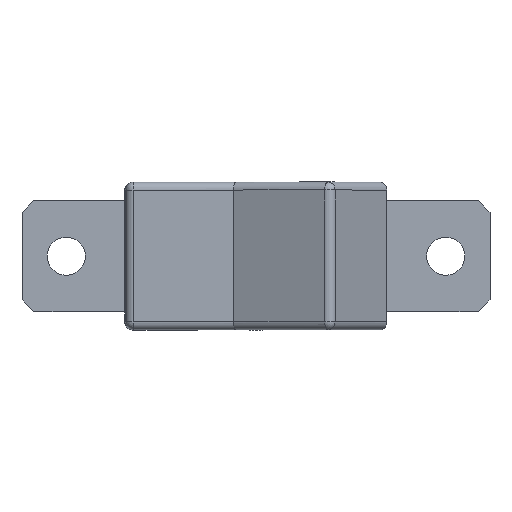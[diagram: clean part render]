
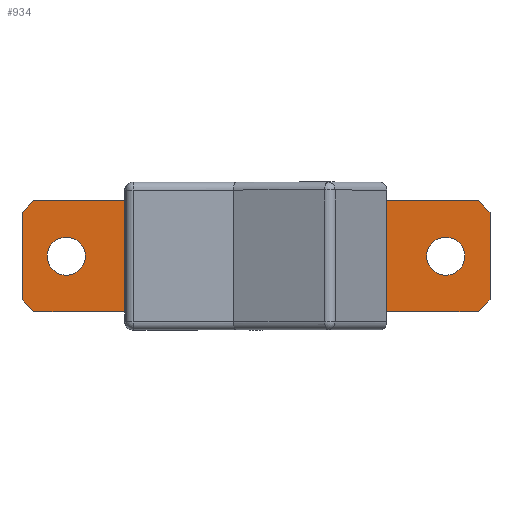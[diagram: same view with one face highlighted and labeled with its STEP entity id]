
A CAD part, top view. The second image highlights one B-rep face of the part: STEP entity #934.
In plain terms, the highlighted planar face has unit normal (0, 0, 1).
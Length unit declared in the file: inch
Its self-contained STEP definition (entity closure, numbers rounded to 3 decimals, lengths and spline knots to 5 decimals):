
#434=CARTESIAN_POINT('',(-0.11372,0.12795,0.36969));
#435=VERTEX_POINT('',#434);
#442=CARTESIAN_POINT('',(-0.11372,-0.12795,0.36969));
#443=VERTEX_POINT('',#442);
#444=CARTESIAN_POINT('',(0.02259,0.0,0.36969));
#445=DIRECTION('',(0.0,0.0,-1.0));
#446=DIRECTION('',(0.729,-0.684,0.0));
#447=AXIS2_PLACEMENT_3D('',#444,#445,#446);
#448=CIRCLE('',#447,0.18695);
#449=EDGE_CURVE('',#443,#435,#448,.T.);
#466=CARTESIAN_POINT('',(0.11372,0.12795,0.36969));
#467=VERTEX_POINT('',#466);
#474=CARTESIAN_POINT('',(-0.11372,0.12795,0.36969));
#475=DIRECTION('',(1.0,0.0,0.0));
#476=VECTOR('',#475,0.22743);
#477=LINE('',#474,#476);
#478=EDGE_CURVE('',#435,#467,#477,.T.);
#490=CARTESIAN_POINT('',(0.11372,-0.12795,0.36969));
#491=VERTEX_POINT('',#490);
#498=CARTESIAN_POINT('',(0.02259,0.0,0.36969));
#499=DIRECTION('',(0.0,0.0,-1.0));
#500=DIRECTION('',(-0.58,0.815,0.0));
#501=AXIS2_PLACEMENT_3D('',#498,#499,#500);
#502=CIRCLE('',#501,0.15709);
#503=EDGE_CURVE('',#467,#491,#502,.T.);
#516=CARTESIAN_POINT('',(0.11372,-0.12795,0.36969));
#517=DIRECTION('',(-1.0,0.0,0.0));
#518=VECTOR('',#517,0.22743);
#519=LINE('',#516,#518);
#520=EDGE_CURVE('',#491,#443,#519,.T.);
#613=CARTESIAN_POINT('',(-0.15725,-0.14724,0.36969));
#614=VERTEX_POINT('',#613);
#622=CARTESIAN_POINT('',(-0.15725,-0.1374,0.36969));
#623=VERTEX_POINT('',#622);
#624=CARTESIAN_POINT('',(-0.15725,-0.1374,0.36969));
#625=DIRECTION('',(0.0,-1.0,0.0));
#626=VECTOR('',#625,0.00984);
#627=LINE('',#624,#626);
#628=EDGE_CURVE('',#623,#614,#627,.T.);
#645=CARTESIAN_POINT('',(0.15725,-0.1374,0.36969));
#646=VERTEX_POINT('',#645);
#647=CARTESIAN_POINT('',(0.54843,-0.1374,0.36969));
#648=VERTEX_POINT('',#647);
#649=CARTESIAN_POINT('',(0.15725,-0.1374,0.36969));
#650=DIRECTION('',(1.0,0.0,0.0));
#651=VECTOR('',#650,0.39117);
#652=LINE('',#649,#651);
#653=EDGE_CURVE('',#646,#648,#652,.T.);
#663=CARTESIAN_POINT('',(-0.54843,-0.1374,0.36969));
#664=VERTEX_POINT('',#663);
#665=CARTESIAN_POINT('',(-0.54843,-0.1374,0.36969));
#666=DIRECTION('',(1.0,0.0,0.0));
#667=VECTOR('',#666,0.39117);
#668=LINE('',#665,#667);
#669=EDGE_CURVE('',#664,#623,#668,.T.);
#703=CARTESIAN_POINT('',(0.15725,-0.14724,0.36969));
#704=VERTEX_POINT('',#703);
#705=CARTESIAN_POINT('',(0.15725,-0.14724,0.36969));
#706=DIRECTION('',(0.0,1.0,0.0));
#707=VECTOR('',#706,0.00984);
#708=LINE('',#705,#707);
#709=EDGE_CURVE('',#704,#646,#708,.T.);
#792=CARTESIAN_POINT('',(-0.15725,-0.14724,0.36969));
#793=DIRECTION('',(1.0,0.0,0.0));
#794=VECTOR('',#793,0.3145);
#795=LINE('',#792,#794);
#796=EDGE_CURVE('',#614,#704,#795,.T.);
#808=CARTESIAN_POINT('',(0.63575,0.16197,0.36969));
#809=DIRECTION('',(0.0,0.0,1.0));
#810=DIRECTION('',(1.0,0.0,0.0));
#811=AXIS2_PLACEMENT_3D('',#808,#809,#810);
#812=PLANE('',#811);
#813=ORIENTED_EDGE('',*,*,#709,.T.);
#814=ORIENTED_EDGE('',*,*,#653,.T.);
#815=CARTESIAN_POINT('',(0.57795,-0.10787,0.36969));
#816=VERTEX_POINT('',#815);
#817=CARTESIAN_POINT('',(0.57795,-0.10787,0.36969));
#818=DIRECTION('',(-0.707,-0.707,0.0));
#819=VECTOR('',#818,0.04176);
#820=LINE('',#817,#819);
#821=EDGE_CURVE('',#816,#648,#820,.T.);
#822=ORIENTED_EDGE('',*,*,#821,.F.);
#823=CARTESIAN_POINT('',(0.57795,0.10787,0.36969));
#824=VERTEX_POINT('',#823);
#825=CARTESIAN_POINT('',(0.57795,0.10787,0.36969));
#826=DIRECTION('',(0.0,-1.0,0.0));
#827=VECTOR('',#826,0.21575);
#828=LINE('',#825,#827);
#829=EDGE_CURVE('',#824,#816,#828,.T.);
#830=ORIENTED_EDGE('',*,*,#829,.F.);
#831=CARTESIAN_POINT('',(0.54843,0.1374,0.36969));
#832=VERTEX_POINT('',#831);
#833=CARTESIAN_POINT('',(0.54843,0.1374,0.36969));
#834=DIRECTION('',(0.707,-0.707,0.0));
#835=VECTOR('',#834,0.04176);
#836=LINE('',#833,#835);
#837=EDGE_CURVE('',#832,#824,#836,.T.);
#838=ORIENTED_EDGE('',*,*,#837,.F.);
#839=CARTESIAN_POINT('',(0.15725,0.1374,0.36969));
#840=VERTEX_POINT('',#839);
#841=CARTESIAN_POINT('',(0.54843,0.1374,0.36969));
#842=DIRECTION('',(-1.0,0.0,0.0));
#843=VECTOR('',#842,0.39117);
#844=LINE('',#841,#843);
#845=EDGE_CURVE('',#832,#840,#844,.T.);
#846=ORIENTED_EDGE('',*,*,#845,.T.);
#847=CARTESIAN_POINT('',(0.15725,0.14724,0.36969));
#848=VERTEX_POINT('',#847);
#849=CARTESIAN_POINT('',(0.15725,0.1374,0.36969));
#850=DIRECTION('',(0.0,1.0,0.0));
#851=VECTOR('',#850,0.00984);
#852=LINE('',#849,#851);
#853=EDGE_CURVE('',#840,#848,#852,.T.);
#854=ORIENTED_EDGE('',*,*,#853,.T.);
#855=CARTESIAN_POINT('',(-0.15725,0.14724,0.36969));
#856=VERTEX_POINT('',#855);
#857=CARTESIAN_POINT('',(0.15725,0.14724,0.36969));
#858=DIRECTION('',(-1.0,0.0,0.0));
#859=VECTOR('',#858,0.3145);
#860=LINE('',#857,#859);
#861=EDGE_CURVE('',#848,#856,#860,.T.);
#862=ORIENTED_EDGE('',*,*,#861,.T.);
#863=CARTESIAN_POINT('',(-0.15725,0.1374,0.36969));
#864=VERTEX_POINT('',#863);
#865=CARTESIAN_POINT('',(-0.15725,0.14724,0.36969));
#866=DIRECTION('',(0.0,-1.0,0.0));
#867=VECTOR('',#866,0.00984);
#868=LINE('',#865,#867);
#869=EDGE_CURVE('',#856,#864,#868,.T.);
#870=ORIENTED_EDGE('',*,*,#869,.T.);
#871=CARTESIAN_POINT('',(-0.54843,0.1374,0.36969));
#872=VERTEX_POINT('',#871);
#873=CARTESIAN_POINT('',(-0.15725,0.1374,0.36969));
#874=DIRECTION('',(-1.0,0.0,0.0));
#875=VECTOR('',#874,0.39117);
#876=LINE('',#873,#875);
#877=EDGE_CURVE('',#864,#872,#876,.T.);
#878=ORIENTED_EDGE('',*,*,#877,.T.);
#879=CARTESIAN_POINT('',(-0.57795,0.10787,0.36969));
#880=VERTEX_POINT('',#879);
#881=CARTESIAN_POINT('',(-0.57795,0.10787,0.36969));
#882=DIRECTION('',(0.707,0.707,0.0));
#883=VECTOR('',#882,0.04176);
#884=LINE('',#881,#883);
#885=EDGE_CURVE('',#880,#872,#884,.T.);
#886=ORIENTED_EDGE('',*,*,#885,.F.);
#887=CARTESIAN_POINT('',(-0.57795,-0.10787,0.36969));
#888=VERTEX_POINT('',#887);
#889=CARTESIAN_POINT('',(-0.57795,-0.10787,0.36969));
#890=DIRECTION('',(0.0,1.0,0.0));
#891=VECTOR('',#890,0.21575);
#892=LINE('',#889,#891);
#893=EDGE_CURVE('',#888,#880,#892,.T.);
#894=ORIENTED_EDGE('',*,*,#893,.F.);
#895=CARTESIAN_POINT('',(-0.54843,-0.1374,0.36969));
#896=DIRECTION('',(-0.707,0.707,0.0));
#897=VECTOR('',#896,0.04176);
#898=LINE('',#895,#897);
#899=EDGE_CURVE('',#664,#888,#898,.T.);
#900=ORIENTED_EDGE('',*,*,#899,.F.);
#901=ORIENTED_EDGE('',*,*,#669,.T.);
#902=ORIENTED_EDGE('',*,*,#628,.T.);
#903=ORIENTED_EDGE('',*,*,#796,.T.);
#904=EDGE_LOOP('',(#813,#814,#822,#830,#838,#846,#854,#862,#870,#878,#886,#894,#900,#901,#902,#903));
#905=FACE_OUTER_BOUND('',#904,.T.);
#906=ORIENTED_EDGE('',*,*,#449,.T.);
#907=ORIENTED_EDGE('',*,*,#478,.T.);
#908=ORIENTED_EDGE('',*,*,#503,.T.);
#909=ORIENTED_EDGE('',*,*,#520,.T.);
#910=EDGE_LOOP('',(#906,#907,#908,#909));
#911=FACE_BOUND('',#910,.T.);
#912=CARTESIAN_POINT('',(-0.51555,0.,0.36969));
#913=VERTEX_POINT('',#912);
#914=CARTESIAN_POINT('',(-0.4685,0.,0.36969));
#915=DIRECTION('',(0.0,0.0,-1.0));
#916=DIRECTION('',(1.0,0.0,0.0));
#917=AXIS2_PLACEMENT_3D('',#914,#915,#916);
#918=CIRCLE('',#917,0.04705);
#919=EDGE_CURVE('',#913,#913,#918,.T.);
#920=ORIENTED_EDGE('',*,*,#919,.T.);
#921=EDGE_LOOP('',(#920));
#922=FACE_BOUND('',#921,.T.);
#923=CARTESIAN_POINT('',(0.42146,0.,0.36969));
#924=VERTEX_POINT('',#923);
#925=CARTESIAN_POINT('',(0.4685,0.0,0.36969));
#926=DIRECTION('',(0.0,0.0,-1.0));
#927=DIRECTION('',(1.0,0.0,0.0));
#928=AXIS2_PLACEMENT_3D('',#925,#926,#927);
#929=CIRCLE('',#928,0.04705);
#930=EDGE_CURVE('',#924,#924,#929,.T.);
#931=ORIENTED_EDGE('',*,*,#930,.T.);
#932=EDGE_LOOP('',(#931));
#933=FACE_BOUND('',#932,.T.);
#934=ADVANCED_FACE('',(#905,#911,#922,#933),#812,.T.);
